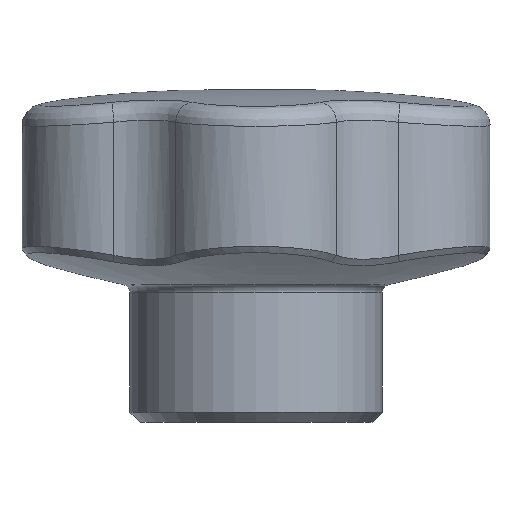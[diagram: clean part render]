
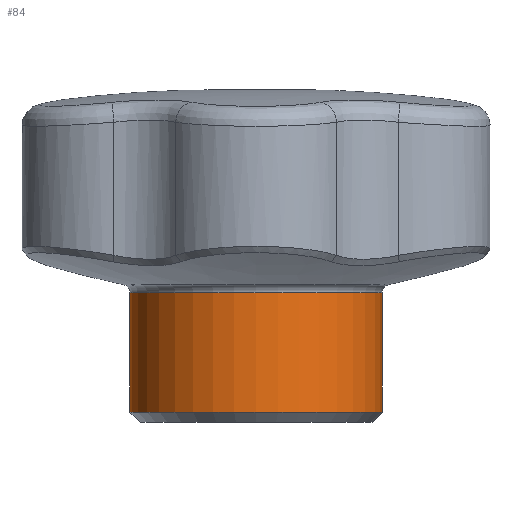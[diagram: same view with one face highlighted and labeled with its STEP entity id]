
A CAD part, front view. The second image highlights one B-rep face of the part: STEP entity #84.
In plain terms, the highlighted cylindrical face has radius 12.5 mm (diameter 25 mm), a full revolution.
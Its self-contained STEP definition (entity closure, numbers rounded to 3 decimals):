
#84 = ADVANCED_FACE( '', ( #203, #204 ), #205, .T. );
#203 = FACE_OUTER_BOUND( '', #855, .T. );
#204 = FACE_OUTER_BOUND( '', #856, .T. );
#205 = CYLINDRICAL_SURFACE( '', #857, 12.5 );
#855 = EDGE_LOOP( '', ( #3378 ) );
#856 = EDGE_LOOP( '', ( #3379 ) );
#857 = AXIS2_PLACEMENT_3D( '', #3380, #3381, #3382 );
#3378 = ORIENTED_EDGE( '', *, *, #3676, .T. );
#3379 = ORIENTED_EDGE( '', *, *, #3677, .T. );
#3380 = CARTESIAN_POINT( '', ( 0., 0., 32.9 ) );
#3381 = DIRECTION( '', ( 0., 0., -1. ) );
#3382 = DIRECTION( '', ( 0., -1., 0. ) );
#3676 = EDGE_CURVE( '', #3838, #3838, #3839, .F. );
#3677 = EDGE_CURVE( '', #3840, #3840, #3841, .T. );
#3838 = VERTEX_POINT( '', #4520 );
#3839 = CIRCLE( '', #4521, 12.5 );
#3840 = VERTEX_POINT( '', #4522 );
#3841 = CIRCLE( '', #4523, 12.5 );
#4520 = CARTESIAN_POINT( '', ( 0., -12.5, 12.852 ) );
#4521 = AXIS2_PLACEMENT_3D( '', #6174, #6175, #6176 );
#4522 = CARTESIAN_POINT( '', ( 0., -12.5, 1. ) );
#4523 = AXIS2_PLACEMENT_3D( '', #6177, #6178, #6179 );
#6174 = CARTESIAN_POINT( '', ( 0., 0., 12.852 ) );
#6175 = DIRECTION( '', ( 0., 0., 1. ) );
#6176 = DIRECTION( '', ( 0., -1., 0. ) );
#6177 = CARTESIAN_POINT( '', ( 0., 0., 1. ) );
#6178 = DIRECTION( '', ( 0., 0., 1. ) );
#6179 = DIRECTION( '', ( 0., -1., 0. ) );
